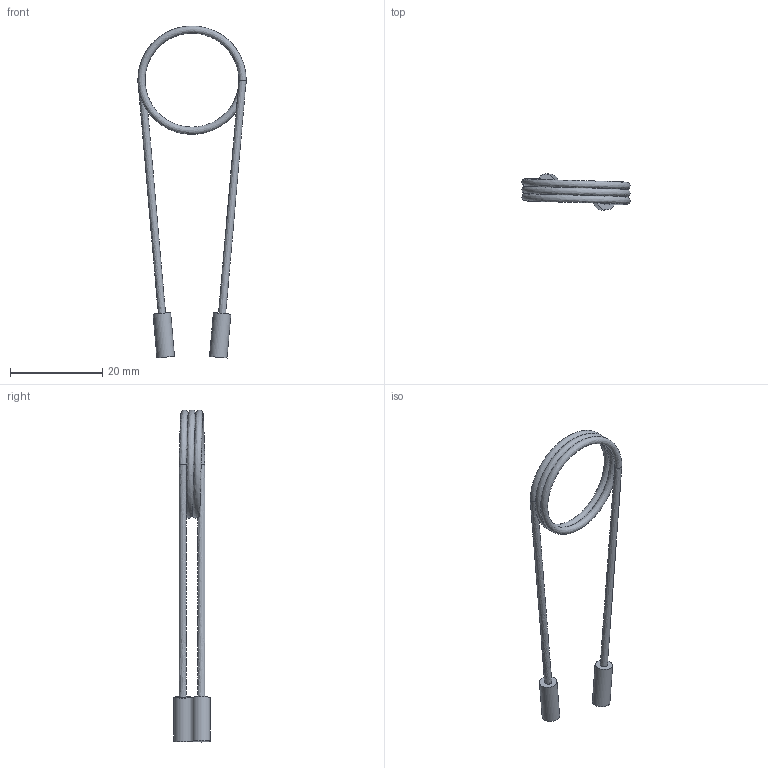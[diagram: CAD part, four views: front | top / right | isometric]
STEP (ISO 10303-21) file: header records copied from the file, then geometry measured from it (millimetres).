
FILE_DESCRIPTION((''),'2;1');
FILE_NAME('522003.stp','2013-11-28T16:54:24',('Franzp'),(''),'Autodesk Inventor 2013','Autodesk Inventor 2013','');
FILE_SCHEMA(('AUTOMOTIVE_DESIGN { 1 0 10303 214 1 1 1 1 }'));
Length unit declared in the file: millimetre
Products named in the file (3): 522003; 446806
Assembly tree (3 placements, depth 2):
  522003
    522003
    446806  x2
Bounding box: 23.47 x 7.81 x 71.93 mm (x, y, z)
Volume: 516.3 mm3; surface area: 2663.1 mm2
Topology: 3 solids, 3 shells, 18 faces, 44 edges, 34 vertices
Faces by surface type: plane 8, bspline 6, cylinder 4
Full cylindrical faces by diameter (mm): 1.575 x2, 3.81 x2
Entity records: 1451 total; most frequent: CARTESIAN_POINT 1043, DIRECTION 74, ORIENTED_EDGE 56, AXIS2_PLACEMENT_3D 37, EDGE_CURVE 28, VERTEX_POINT 26, EDGE_LOOP 26, CIRCLE 20
